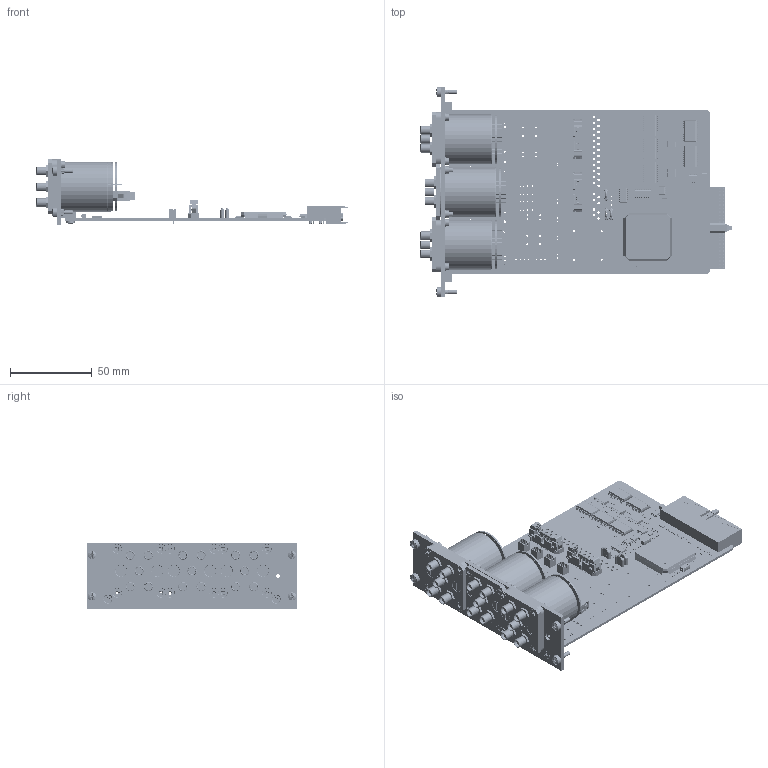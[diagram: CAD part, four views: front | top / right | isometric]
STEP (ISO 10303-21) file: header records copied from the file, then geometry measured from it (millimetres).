
FILE_DESCRIPTION (( 'STEP AP214' ), '1' );
FILE_NAME ('40-784-133 PXI uWave Triple 4CH MUX.STEP', '2013-09-09T12:35:35', ( 'admin' ), ( '' ), 'SwSTEP 2.0', 'SolidWorks 2012', '' );
FILE_SCHEMA (( 'AUTOMOTIVE_DESIGN' ));
Length unit declared in the file: millimetre
Products named in the file (1): 40-784-133 PXI uWave Triple 4CH MUX
Bounding box: 190.45 x 128.5 x 40 mm (x, y, z)
Surface area: 86766.8 mm2 (no closed solid volume)
Topology: 0 solids, 815 shells, 5284 faces, 22628 edges, 17702 vertices
Faces by surface type: plane 3967, cylinder 1123, torus 96, bspline 50, cone 42, sphere 6
Full cylindrical faces by diameter (mm): 0.5 x50, 0.6 x110, 0.66 x27, 0.75 x52, 0.8 x14, 0.9 x14, 0.92 x4, 0.98 x1, 0.996 x7, 1 x21, 1.2 x8, 1.3 x8, 1.5 x59, 1.519 x2, 1.6 x48, 1.721 x18, 2 x6, 2.05 x3, 2.3 x2, 2.497 x1, 2.5 x12, 2.6 x2, 3 x4, 3.08 x3, 4.3 x15, 4.4 x7, 4.45 x1, 4.7 x2, 4.75 x1, 5 x6
Entity records: 296382 total; most frequent: CARTESIAN_POINT 59247, DIRECTION 35856, ORIENTED_EDGE 29518, EDGE_CURVE 21832, VERTEX_POINT 17579, LINE 16468, VECTOR 16468, AXIS2_PLACEMENT_3D 9694
